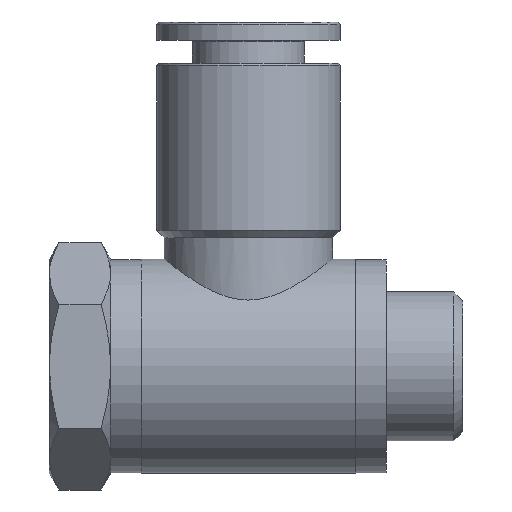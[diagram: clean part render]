
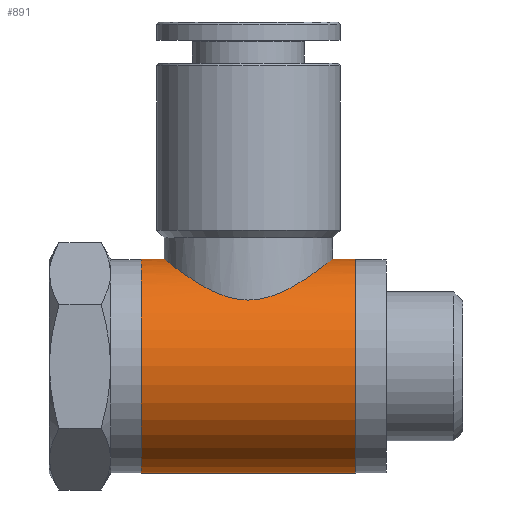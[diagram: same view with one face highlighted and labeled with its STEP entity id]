
A CAD part, left-side view. The second image highlights one B-rep face of the part: STEP entity #891.
In plain terms, the highlighted cylindrical face has radius 7 mm (diameter 14 mm), a full revolution.
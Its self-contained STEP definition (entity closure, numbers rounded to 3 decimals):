
#61=B_SPLINE_CURVE_WITH_KNOTS('',3,(#1270,#1271,#1272,#1273,#1274,#1275,
#1276,#1277,#1278,#1279,#1280,#1281,#1282,#1283,#1284,#1285,#1286,#1287,
#1288,#1289,#1290,#1291,#1292),.UNSPECIFIED.,.T.,.F.,(1,1,1,1,1,1,1,1,1,
1,1,1,1,1,1,1,1,1,1,1,1,1,1,1,1,1,1),(-0.007,-0.005,
-0.002,0.,0.002,0.005,0.007,
0.008,0.009,0.01,0.011,
0.014,0.016,0.018,0.02,
0.023,0.025,0.026,0.027,
0.028,0.029,0.032,0.034,
0.036,0.039,0.041,0.043),
 .UNSPECIFIED.);
#136=ORIENTED_EDGE('',*,*,#266,.F.);
#137=ORIENTED_EDGE('',*,*,#267,.T.);
#138=ORIENTED_EDGE('',*,*,#255,.T.);
#255=EDGE_CURVE('',#319,#319,#61,.T.);
#266=EDGE_CURVE('',#330,#330,#373,.T.);
#267=EDGE_CURVE('',#331,#331,#374,.T.);
#319=VERTEX_POINT('',#1293);
#330=VERTEX_POINT('',#1326);
#331=VERTEX_POINT('',#1328);
#373=CIRCLE('',#963,7.);
#374=CIRCLE('',#964,7.);
#422=EDGE_LOOP('',(#136));
#423=EDGE_LOOP('',(#137));
#424=EDGE_LOOP('',(#138));
#495=FACE_BOUND('',#422,.T.);
#496=FACE_BOUND('',#423,.T.);
#497=FACE_BOUND('',#424,.T.);
#543=CYLINDRICAL_SURFACE('',#962,7.);
#891=ADVANCED_FACE('',(#495,#496,#497),#543,.T.);
#962=AXIS2_PLACEMENT_3D('',#1324,#1087,#1088);
#963=AXIS2_PLACEMENT_3D('',#1325,#1089,#1090);
#964=AXIS2_PLACEMENT_3D('',#1327,#1091,#1092);
#1087=DIRECTION('',(0.,-1.,0.));
#1088=DIRECTION('',(0.,0.,-1.));
#1089=DIRECTION('',(0.,-1.,0.));
#1090=DIRECTION('',(0.,0.,-1.));
#1091=DIRECTION('',(0.,-1.,0.));
#1092=DIRECTION('',(0.,0.,-1.));
#1270=CARTESIAN_POINT('',(2.29,-5.164,6.732));
#1271=CARTESIAN_POINT('',(-0.005,-5.667,7.133));
#1272=CARTESIAN_POINT('',(-2.27,-5.17,6.737));
#1273=CARTESIAN_POINT('',(-4.013,-3.941,5.826));
#1274=CARTESIAN_POINT('',(-4.972,-2.529,4.955));
#1275=CARTESIAN_POINT('',(-5.417,-1.153,4.439));
#1276=CARTESIAN_POINT('',(-5.541,-0.011,4.277));
#1277=CARTESIAN_POINT('',(-5.421,1.13,4.433));
#1278=CARTESIAN_POINT('',(-4.984,2.505,4.942));
#1279=CARTESIAN_POINT('',(-4.025,3.929,5.817));
#1280=CARTESIAN_POINT('',(-2.297,5.159,6.728));
#1281=CARTESIAN_POINT('',(-0.024,5.665,7.132));
#1282=CARTESIAN_POINT('',(2.254,5.18,6.744));
#1283=CARTESIAN_POINT('',(4.01,3.947,5.829));
#1284=CARTESIAN_POINT('',(4.973,2.527,4.954));
#1285=CARTESIAN_POINT('',(5.418,1.149,4.437));
#1286=CARTESIAN_POINT('',(5.541,0.005,4.277));
#1287=CARTESIAN_POINT('',(5.42,-1.137,4.435));
#1288=CARTESIAN_POINT('',(4.981,-2.512,4.946));
#1289=CARTESIAN_POINT('',(4.017,-3.936,5.822));
#1290=CARTESIAN_POINT('',(2.29,-5.164,6.732));
#1291=CARTESIAN_POINT('',(-0.005,-5.667,7.133));
#1292=CARTESIAN_POINT('',(-2.27,-5.17,6.737));
#1293=CARTESIAN_POINT('',(0.,-5.5,7.));
#1324=CARTESIAN_POINT('',(0.,-14.,0.));
#1325=CARTESIAN_POINT('',(0.,-7.,0.));
#1326=CARTESIAN_POINT('',(0.,-7.,-7.));
#1327=CARTESIAN_POINT('',(0.,7.,0.));
#1328=CARTESIAN_POINT('',(0.,7.,-7.));
